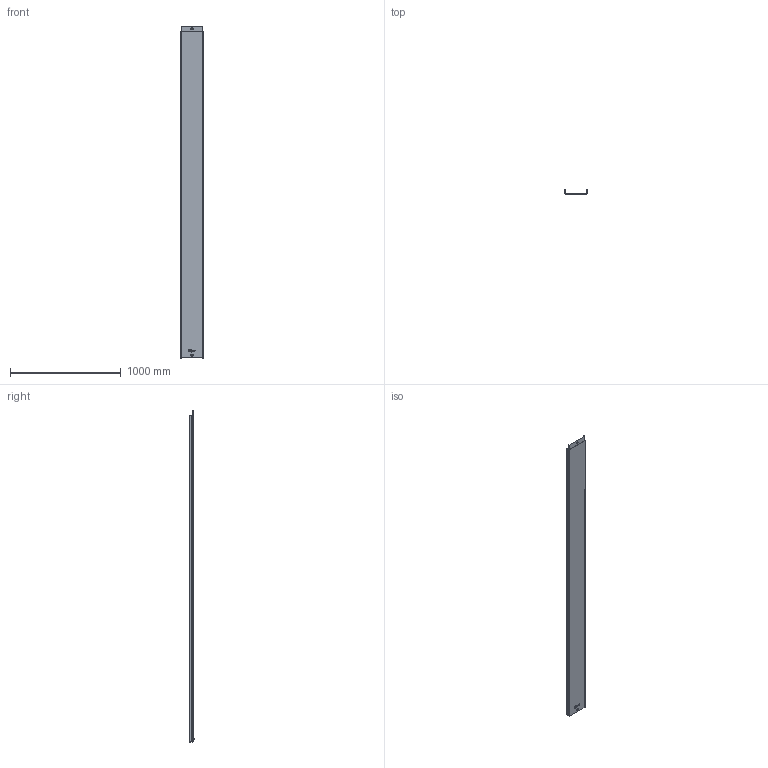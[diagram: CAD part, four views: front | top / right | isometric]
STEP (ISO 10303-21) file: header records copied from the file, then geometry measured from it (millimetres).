
FILE_DESCRIPTION (( 'STEP AP203' ), '1' );
FILE_NAME ('Cable tray 35õ200õ3000.STEP', '2019-04-24T06:25:35', ( '' ), ( '' ), 'SwSTEP 2.0', 'SolidWorks 2017', '' );
FILE_SCHEMA (( 'CONFIG_CONTROL_DESIGN' ));
Length unit declared in the file: millimetre
Products named in the file (1): Cable tray 35õ200õ3000
Bounding box: 203.08 x 36.34 x 3000 mm (x, y, z)
Volume: 707609.9 mm3; surface area: 1774517.1 mm2
Topology: 1 solids, 1 shells, 411 faces, 999 edges, 610 vertices
Faces by surface type: plane 174, cylinder 129, bspline 67, torus 41
Entity records: 16263 total; most frequent: CARTESIAN_POINT 6981, ORIENTED_EDGE 1998, DIRECTION 1786, EDGE_CURVE 999, AXIS2_PLACEMENT_3D 615, VERTEX_POINT 610, VECTOR 556, LINE 556
